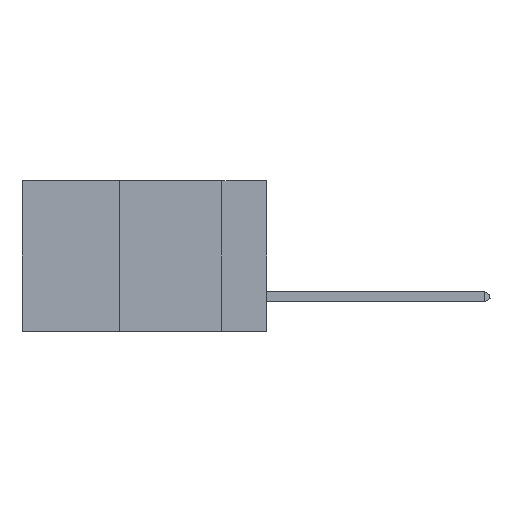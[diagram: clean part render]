
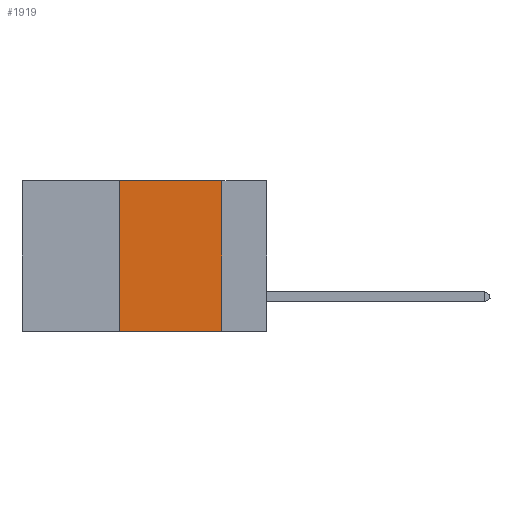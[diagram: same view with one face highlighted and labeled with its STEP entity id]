
A CAD part, left-side view. The second image highlights one B-rep face of the part: STEP entity #1919.
In plain terms, the highlighted planar face has unit normal (-1, 0, 0).
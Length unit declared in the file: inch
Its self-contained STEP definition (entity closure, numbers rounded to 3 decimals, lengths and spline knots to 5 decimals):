
#451 = CARTESIAN_POINT ( 'NONE',  ( 0., 0.36, 0. ) ) ;
#811 = VERTEX_POINT ( 'NONE', #451 ) ;
#1506 = LINE ( 'NONE', #30543, #17000 ) ;
#1919 = ADVANCED_FACE ( 'NONE', ( #6850 ), #24633, .F. ) ;
#3417 = ORIENTED_EDGE ( 'NONE', *, *, #22615, .F. ) ;
#5820 = EDGE_LOOP ( 'NONE', ( #3417, #7172, #12081, #12058 ) ) ;
#6694 = AXIS2_PLACEMENT_3D ( 'NONE', #10787, #7715, #10552 ) ;
#6850 = FACE_OUTER_BOUND ( 'NONE', #5820, .T. ) ;
#7172 = ORIENTED_EDGE ( 'NONE', *, *, #34927, .F. ) ;
#7715 = DIRECTION ( 'NONE',  ( 1., 0., 0. ) ) ;
#10188 = EDGE_CURVE ( 'NONE', #10523, #811, #25059, .T. ) ;
#10523 = VERTEX_POINT ( 'NONE', #11402 ) ;
#10552 = DIRECTION ( 'NONE',  ( 0., 0., -1. ) ) ;
#10787 = CARTESIAN_POINT ( 'NONE',  ( 0., 0.6, 0. ) ) ;
#11402 = CARTESIAN_POINT ( 'NONE',  ( 0., 0.36, -0.37 ) ) ;
#11880 = DIRECTION ( 'NONE',  ( 0., 0., -1. ) ) ;
#12058 = ORIENTED_EDGE ( 'NONE', *, *, #21166, .T. ) ;
#12081 = ORIENTED_EDGE ( 'NONE', *, *, #10188, .F. ) ;
#15894 = CARTESIAN_POINT ( 'NONE',  ( 0., 0.6, -0.37 ) ) ;
#16022 = DIRECTION ( 'NONE',  ( 0., -1., 0. ) ) ;
#17000 = VECTOR ( 'NONE', #33251, 39.37008 ) ;
#20383 = VECTOR ( 'NONE', #11880, 39.37008 ) ;
#21166 = EDGE_CURVE ( 'NONE', #10523, #22563, #34683, .T. ) ;
#22563 = VERTEX_POINT ( 'NONE', #22587 ) ;
#22587 = CARTESIAN_POINT ( 'NONE',  ( 0., 0.11, -0.37 ) ) ;
#22615 = EDGE_CURVE ( 'NONE', #28484, #22563, #25246, .T. ) ;
#24583 = VECTOR ( 'NONE', #29576, 39.37008 ) ;
#24633 = PLANE ( 'NONE',  #6694 ) ;
#25059 = LINE ( 'NONE', #32525, #24583 ) ;
#25246 = LINE ( 'NONE', #25580, #20383 ) ;
#25580 = CARTESIAN_POINT ( 'NONE',  ( 0., 0.11, 0. ) ) ;
#27149 = VECTOR ( 'NONE', #16022, 39.37008 ) ;
#28484 = VERTEX_POINT ( 'NONE', #32984 ) ;
#29576 = DIRECTION ( 'NONE',  ( 0., 0., 1. ) ) ;
#30543 = CARTESIAN_POINT ( 'NONE',  ( 0., 0.6, 0. ) ) ;
#32525 = CARTESIAN_POINT ( 'NONE',  ( 0., 0.36, 0. ) ) ;
#32984 = CARTESIAN_POINT ( 'NONE',  ( 0., 0.11, 0. ) ) ;
#33251 = DIRECTION ( 'NONE',  ( 0., -1., 0. ) ) ;
#34683 = LINE ( 'NONE', #15894, #27149 ) ;
#34927 = EDGE_CURVE ( 'NONE', #811, #28484, #1506, .T. ) ;
